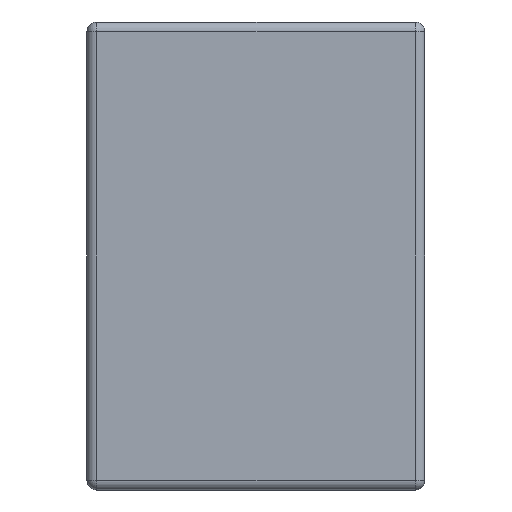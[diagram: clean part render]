
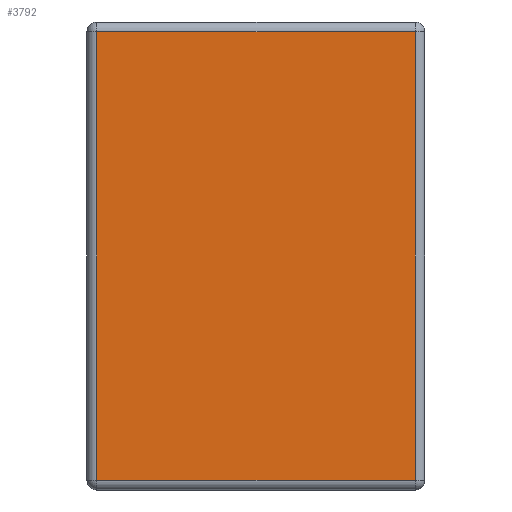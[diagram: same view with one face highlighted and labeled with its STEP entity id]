
A CAD part, left-side view. The second image highlights one B-rep face of the part: STEP entity #3792.
In plain terms, the highlighted planar face has unit normal (-1, 0, 0).
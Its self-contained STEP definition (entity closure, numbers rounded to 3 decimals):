
#153 = CARTESIAN_POINT ( 'NONE',  ( 0., 0.037, -1.763 ) ) ;
#278 = PLANE ( 'NONE',  #3009 ) ;
#279 = DIRECTION ( 'NONE',  ( 0., 0., 1. ) ) ;
#352 = ORIENTED_EDGE ( 'NONE', *, *, #982, .T. ) ;
#353 = VECTOR ( 'NONE', #3712, 1000. ) ;
#354 = DIRECTION ( 'NONE',  ( -1., 0., 0. ) ) ;
#982 = EDGE_CURVE ( 'NONE', #4589, #2270, #4656, .T. ) ;
#1005 = FACE_OUTER_BOUND ( 'NONE', #4555, .T. ) ;
#1356 = DIRECTION ( 'NONE',  ( 0., 0., 1. ) ) ;
#1380 = DIRECTION ( 'NONE',  ( 0., 0., -1. ) ) ;
#1407 = LINE ( 'NONE', #1737, #2152 ) ;
#1658 = ORIENTED_EDGE ( 'NONE', *, *, #3209, .T. ) ;
#1672 = VERTEX_POINT ( 'NONE', #3173 ) ;
#1713 = CARTESIAN_POINT ( 'NONE',  ( 0., 0., 0. ) ) ;
#1737 = CARTESIAN_POINT ( 'NONE',  ( 0., 0.037, 0. ) ) ;
#1858 = VERTEX_POINT ( 'NONE', #3628 ) ;
#2152 = VECTOR ( 'NONE', #279, 1000. ) ;
#2270 = VERTEX_POINT ( 'NONE', #153 ) ;
#2516 = LINE ( 'NONE', #3975, #4131 ) ;
#3009 = AXIS2_PLACEMENT_3D ( 'NONE', #1713, #354, #1356 ) ;
#3123 = EDGE_CURVE ( 'NONE', #2270, #1672, #1407, .T. ) ;
#3173 = CARTESIAN_POINT ( 'NONE',  ( 0., 0.037, -0.037 ) ) ;
#3209 = EDGE_CURVE ( 'NONE', #1858, #4589, #2516, .T. ) ;
#3335 = CARTESIAN_POINT ( 'NONE',  ( 0., 0., -1.763 ) ) ;
#3394 = VECTOR ( 'NONE', #4112, 1000. ) ;
#3396 = EDGE_CURVE ( 'NONE', #1672, #1858, #4546, .T. ) ;
#3628 = CARTESIAN_POINT ( 'NONE',  ( 0., 1.263, -0.037 ) ) ;
#3662 = ORIENTED_EDGE ( 'NONE', *, *, #3123, .T. ) ;
#3684 = CARTESIAN_POINT ( 'NONE',  ( 0., 1.263, -1.763 ) ) ;
#3712 = DIRECTION ( 'NONE',  ( 0., -1., 0. ) ) ;
#3753 = ORIENTED_EDGE ( 'NONE', *, *, #3396, .T. ) ;
#3792 = ADVANCED_FACE ( 'NONE', ( #1005 ), #278, .T. ) ;
#3975 = CARTESIAN_POINT ( 'NONE',  ( 0., 1.263, -1.8 ) ) ;
#4112 = DIRECTION ( 'NONE',  ( 0., 1., 0. ) ) ;
#4131 = VECTOR ( 'NONE', #1380, 1000. ) ;
#4204 = CARTESIAN_POINT ( 'NONE',  ( 0., 1.3, -0.037 ) ) ;
#4546 = LINE ( 'NONE', #4204, #3394 ) ;
#4555 = EDGE_LOOP ( 'NONE', ( #352, #3662, #3753, #1658 ) ) ;
#4589 = VERTEX_POINT ( 'NONE', #3684 ) ;
#4656 = LINE ( 'NONE', #3335, #353 ) ;
